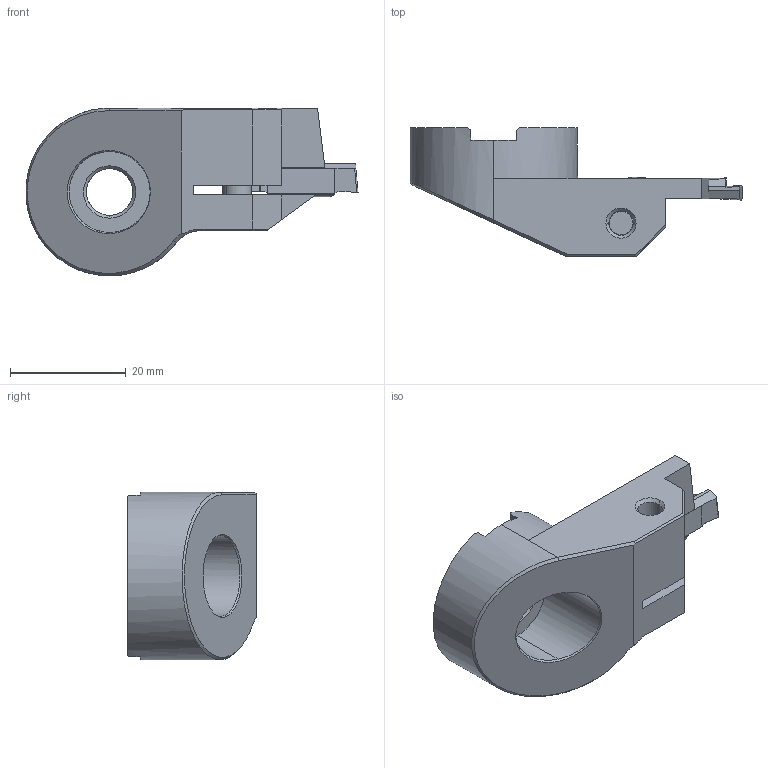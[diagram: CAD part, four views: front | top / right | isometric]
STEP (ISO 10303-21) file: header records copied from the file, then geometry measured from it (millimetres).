
FILE_DESCRIPTION(('no description'),'unknown implementation level');
FILE_NAME('BA6F2F0B-EDD5-4C9D-84FB-387E7F1B8307_export.stp',' ',('CIMSOURCE GmbH'),('CADClick - KiM GmbH - www.kimweb.de'),'unknown preprocess','ACIS','unknown authorization');
FILE_SCHEMA(('automotive_design'));
Length unit declared in the file: millimetre
Products named in the file (3): 626.936 Kaiser ENH 61 S4 68-100|690.183 Kaiser Zyl-Schraube M5x12A_Standard;NONE; 626.936 Kaiser ENH 61 S4 68-100|958.425 Kaiser NP 4250 P20C_Einstechplatte 4mm;NONE; 626.936 Kaiser ENH 61 S4 68-100|626.936 Kaiser ENH 61 S4 68-100_Standard;NONE
Bounding box: 57.37 x 22.2 x 29 mm (x, y, z)
Volume: 13300.2 mm3; surface area: 6085.9 mm2
Topology: 3 solids, 4 shells, 143 faces, 372 edges, 240 vertices
Faces by surface type: plane 84, cylinder 40, cone 13, bspline 4, torus 2
Entity records: 9114 total; most frequent: CARTESIAN_POINT 1408, STYLED_ITEM 755, PRESENTATION_STYLE_ASSIGNMENT 755, COLOUR_RGB 755, ORIENTED_EDGE 744, DIRECTION 698, EDGE_CURVE 372, CURVE_STYLE 372
